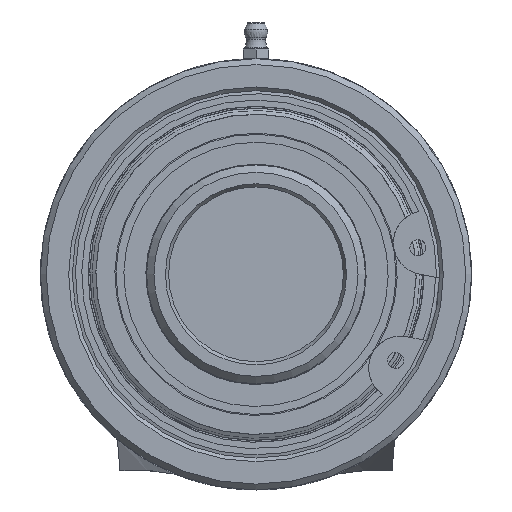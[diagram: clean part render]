
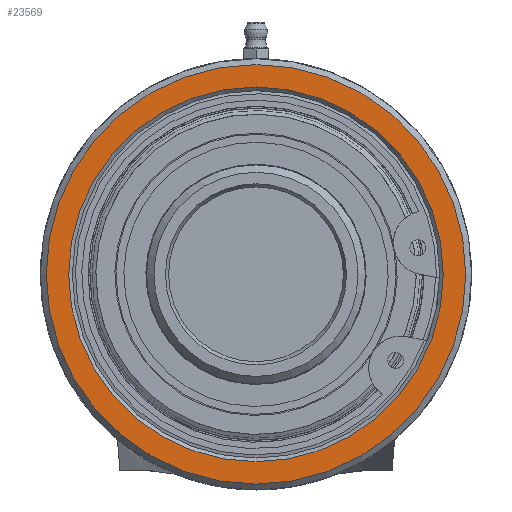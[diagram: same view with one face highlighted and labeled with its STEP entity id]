
A CAD part, left-side view. The second image highlights one B-rep face of the part: STEP entity #23569.
In plain terms, the highlighted planar face has unit normal (-1, 0, 0).
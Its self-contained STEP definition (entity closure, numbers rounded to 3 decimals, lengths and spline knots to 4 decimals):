
#1185=PLANE('',#24821);
#1347=FACE_BOUND('',#4021,.T.);
#2563=FACE_OUTER_BOUND('',#4020,.T.);
#4020=EDGE_LOOP('',(#21281));
#4021=EDGE_LOOP('',(#21282));
#6136=CIRCLE('',#24818,2.0094);
#6139=CIRCLE('',#24822,2.25);
#11161=VERTEX_POINT('',#54410);
#11164=VERTEX_POINT('',#54418);
#14561=EDGE_CURVE('',#11161,#11161,#6136,.T.);
#14565=EDGE_CURVE('',#11164,#11164,#6139,.T.);
#21281=ORIENTED_EDGE('',*,*,#14565,.F.);
#21282=ORIENTED_EDGE('',*,*,#14561,.F.);
#23569=ADVANCED_FACE('',(#2563,#1347),#1185,.F.);
#24818=AXIS2_PLACEMENT_3D('',#54411,#28540,#28541);
#24821=AXIS2_PLACEMENT_3D('',#54417,#28547,#28548);
#24822=AXIS2_PLACEMENT_3D('',#54419,#28549,#28550);
#28540=DIRECTION('center_axis',(-1.,0.,0.));
#28541=DIRECTION('ref_axis',(0.,0.,
1.));
#28547=DIRECTION('center_axis',(1.,0.,0.));
#28548=DIRECTION('ref_axis',(0.,0.,
1.));
#28549=DIRECTION('center_axis',(1.,0.,0.));
#28550=DIRECTION('ref_axis',(0.,0.,
1.));
#54410=CARTESIAN_POINT('',(-1.1766,0.,-2.0094));
#54411=CARTESIAN_POINT('Origin',(-1.1766,0.,
0.));
#54417=CARTESIAN_POINT('Origin',(-1.1766,0.,
-1.314));
#54418=CARTESIAN_POINT('',(-1.1766,0.,-2.25));
#54419=CARTESIAN_POINT('Origin',(-1.1766,0.,
0.));
